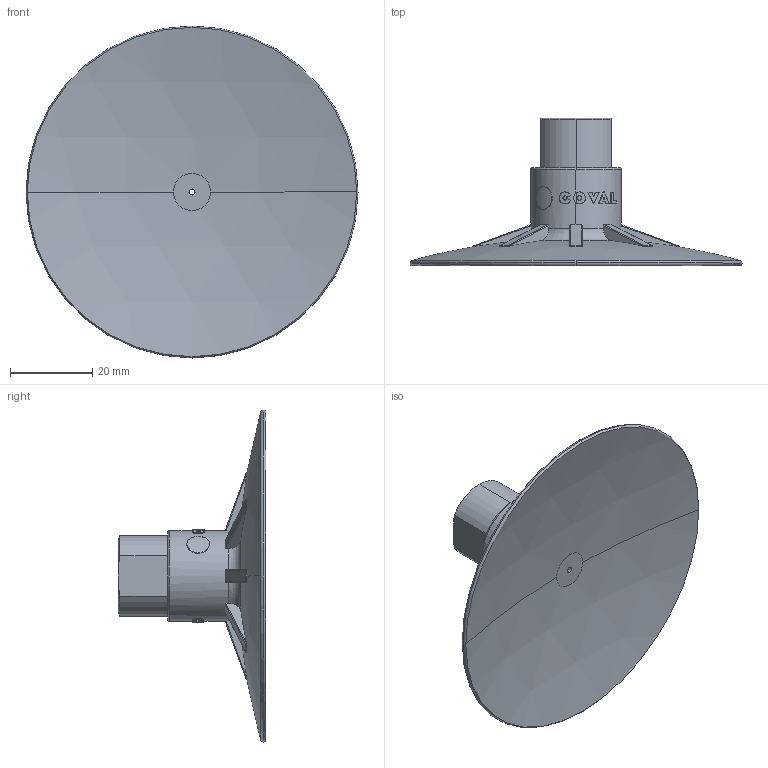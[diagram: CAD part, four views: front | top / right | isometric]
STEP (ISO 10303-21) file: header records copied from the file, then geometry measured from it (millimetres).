
FILE_DESCRIPTION(('STEP AP214'),'1');
FILE_NAME('COVAL_VPSC80SIBL5IF14.stp','2017-12-27T16:06:10',('TraceParts'),('TraceParts S.A.'),'Spatial InterOp 3D',' ',' ');
FILE_SCHEMA(('automotive_design'));
Length unit declared in the file: millimetre
Products named in the file (1): COVAL_VPSC80SIBL5IF14
Bounding box: 80.63 x 35.82 x 80.63 mm (x, y, z)
Volume: 17686.7 mm3; surface area: 13788.1 mm2
Topology: 1 solids, 1 shells, 290 faces, 708 edges, 438 vertices
Faces by surface type: cylinder 87, bspline 71, plane 66, sphere 42, torus 14, cone 10
Entity records: 15280 total; most frequent: CARTESIAN_POINT 9061, ORIENTED_EDGE 1416, DIRECTION 1102, EDGE_CURVE 708, AXIS2_PLACEMENT_3D 464, VERTEX_POINT 438, EDGE_LOOP 310, ADVANCED_FACE 290
